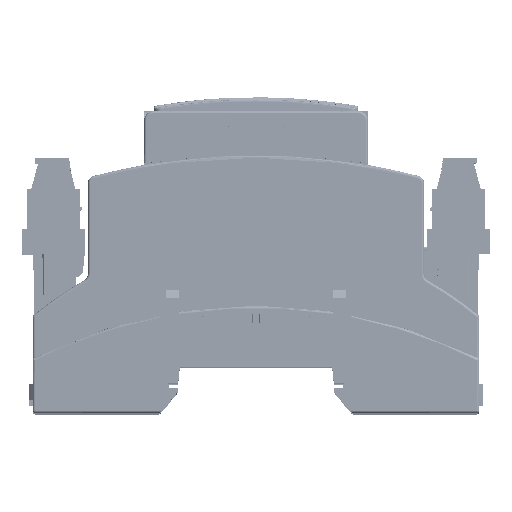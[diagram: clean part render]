
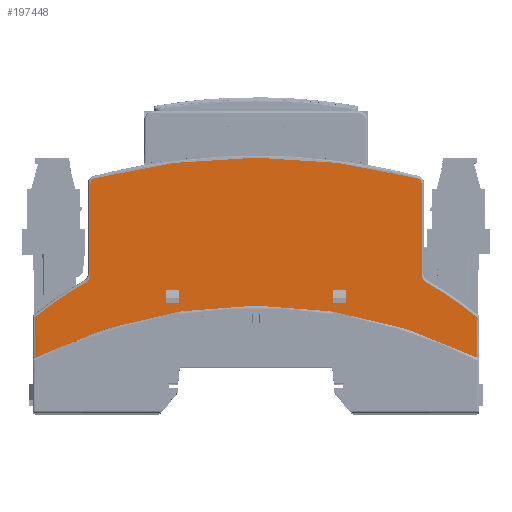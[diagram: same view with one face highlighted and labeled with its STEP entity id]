
A CAD part, top view. The second image highlights one B-rep face of the part: STEP entity #197448.
In plain terms, the highlighted planar face has unit normal (0, 0, 1).
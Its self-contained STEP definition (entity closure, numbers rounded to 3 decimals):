
#2667=FACE_BOUND('',#23095,.T.);
#2668=FACE_BOUND('',#23096,.T.);
#5201=CIRCLE('',#209458,129.2);
#5202=CIRCLE('',#209459,1.);
#5203=CIRCLE('',#209460,2.);
#5204=CIRCLE('',#209461,69.5);
#5205=CIRCLE('',#209462,99.5);
#5206=CIRCLE('',#209463,69.5);
#5207=CIRCLE('',#209464,2.);
#5208=CIRCLE('',#209465,1.);
#12614=FACE_OUTER_BOUND('',#23094,.T.);
#23094=EDGE_LOOP('',(#156647,#156648,#156649,#156650,#156651,#156652,#156653,
#156654,#156655,#156656,#156657,#156658));
#23095=EDGE_LOOP('',(#156659,#156660,#156661,#156662));
#23096=EDGE_LOOP('',(#156663,#156664,#156665,#156666));
#43109=LINE('',#300776,#67045);
#43116=LINE('',#300791,#67052);
#43121=LINE('',#300806,#67057);
#43122=LINE('',#300812,#67058);
#43123=LINE('',#300816,#67059);
#43124=LINE('',#300822,#67060);
#43125=LINE('',#300824,#67061);
#43126=LINE('',#300825,#67062);
#43127=LINE('',#300828,#67063);
#43128=LINE('',#300830,#67064);
#43129=LINE('',#300832,#67065);
#43130=LINE('',#300833,#67066);
#67045=VECTOR('',#247974,1.);
#67052=VECTOR('',#247985,1.);
#67057=VECTOR('',#248000,1.);
#67058=VECTOR('',#248005,1.);
#67059=VECTOR('',#248008,1.);
#67060=VECTOR('',#248013,1.);
#67061=VECTOR('',#248016,1.);
#67062=VECTOR('',#248017,1.);
#67063=VECTOR('',#248018,1.);
#67064=VECTOR('',#248019,1.);
#67065=VECTOR('',#248020,1.);
#67066=VECTOR('',#248021,1.);
#86556=VERTEX_POINT('',#300774);
#86557=VERTEX_POINT('',#300775);
#86562=VERTEX_POINT('',#300789);
#86563=VERTEX_POINT('',#300790);
#86565=VERTEX_POINT('',#300800);
#86566=VERTEX_POINT('',#300801);
#86567=VERTEX_POINT('',#300803);
#86568=VERTEX_POINT('',#300805);
#86569=VERTEX_POINT('',#300807);
#86570=VERTEX_POINT('',#300809);
#86571=VERTEX_POINT('',#300811);
#86572=VERTEX_POINT('',#300813);
#86573=VERTEX_POINT('',#300815);
#86574=VERTEX_POINT('',#300817);
#86575=VERTEX_POINT('',#300819);
#86576=VERTEX_POINT('',#300821);
#86577=VERTEX_POINT('',#300826);
#86578=VERTEX_POINT('',#300827);
#86579=VERTEX_POINT('',#300829);
#86580=VERTEX_POINT('',#300831);
#110849=EDGE_CURVE('',#86556,#86557,#43109,.T.);
#110856=EDGE_CURVE('',#86562,#86563,#43116,.T.);
#110862=EDGE_CURVE('',#86565,#86566,#5201,.T.);
#110863=EDGE_CURVE('',#86565,#86567,#5202,.T.);
#110864=EDGE_CURVE('',#86567,#86568,#43121,.T.);
#110865=EDGE_CURVE('',#86569,#86568,#5203,.T.);
#110866=EDGE_CURVE('',#86569,#86570,#5204,.T.);
#110867=EDGE_CURVE('',#86570,#86571,#43122,.T.);
#110868=EDGE_CURVE('',#86572,#86571,#5205,.T.);
#110869=EDGE_CURVE('',#86573,#86572,#43123,.T.);
#110870=EDGE_CURVE('',#86574,#86573,#5206,.T.);
#110871=EDGE_CURVE('',#86574,#86575,#5207,.T.);
#110872=EDGE_CURVE('',#86576,#86575,#43124,.T.);
#110873=EDGE_CURVE('',#86576,#86566,#5208,.T.);
#110874=EDGE_CURVE('',#86557,#86562,#43125,.T.);
#110875=EDGE_CURVE('',#86556,#86563,#43126,.T.);
#110876=EDGE_CURVE('',#86577,#86578,#43127,.T.);
#110877=EDGE_CURVE('',#86579,#86577,#43128,.T.);
#110878=EDGE_CURVE('',#86580,#86579,#43129,.T.);
#110879=EDGE_CURVE('',#86578,#86580,#43130,.T.);
#156647=ORIENTED_EDGE('',*,*,#110862,.F.);
#156648=ORIENTED_EDGE('',*,*,#110863,.T.);
#156649=ORIENTED_EDGE('',*,*,#110864,.T.);
#156650=ORIENTED_EDGE('',*,*,#110865,.F.);
#156651=ORIENTED_EDGE('',*,*,#110866,.T.);
#156652=ORIENTED_EDGE('',*,*,#110867,.T.);
#156653=ORIENTED_EDGE('',*,*,#110868,.F.);
#156654=ORIENTED_EDGE('',*,*,#110869,.F.);
#156655=ORIENTED_EDGE('',*,*,#110870,.F.);
#156656=ORIENTED_EDGE('',*,*,#110871,.T.);
#156657=ORIENTED_EDGE('',*,*,#110872,.F.);
#156658=ORIENTED_EDGE('',*,*,#110873,.T.);
#156659=ORIENTED_EDGE('',*,*,#110874,.T.);
#156660=ORIENTED_EDGE('',*,*,#110856,.T.);
#156661=ORIENTED_EDGE('',*,*,#110875,.F.);
#156662=ORIENTED_EDGE('',*,*,#110849,.T.);
#156663=ORIENTED_EDGE('',*,*,#110876,.F.);
#156664=ORIENTED_EDGE('',*,*,#110877,.F.);
#156665=ORIENTED_EDGE('',*,*,#110878,.F.);
#156666=ORIENTED_EDGE('',*,*,#110879,.F.);
#178360=PLANE('',#209457);
#197448=ADVANCED_FACE('',(#12614,#2667,#2668),#178360,.F.);
#209457=AXIS2_PLACEMENT_3D('',#300799,#247994,#247995);
#209458=AXIS2_PLACEMENT_3D('',#300802,#247996,#247997);
#209459=AXIS2_PLACEMENT_3D('',#300804,#247998,#247999);
#209460=AXIS2_PLACEMENT_3D('',#300808,#248001,#248002);
#209461=AXIS2_PLACEMENT_3D('',#300810,#248003,#248004);
#209462=AXIS2_PLACEMENT_3D('',#300814,#248006,#248007);
#209463=AXIS2_PLACEMENT_3D('',#300818,#248009,#248010);
#209464=AXIS2_PLACEMENT_3D('',#300820,#248011,#248012);
#209465=AXIS2_PLACEMENT_3D('',#300823,#248014,#248015);
#247974=DIRECTION('',(-1.,0.,0.));
#247985=DIRECTION('',(1.,0.,0.));
#247994=DIRECTION('center_axis',(0.,0.,
-1.));
#247995=DIRECTION('ref_axis',(-1.,0.,0.));
#247996=DIRECTION('center_axis',(0.,0.,
-1.));
#247997=DIRECTION('ref_axis',(1.,0.,0.));
#247998=DIRECTION('center_axis',(0.,0.,
1.));
#247999=DIRECTION('ref_axis',(-1.,0.,0.));
#248000=DIRECTION('',(0.,-1.,0.));
#248001=DIRECTION('center_axis',(0.,0.,
1.));
#248002=DIRECTION('ref_axis',(0.,1.,0.));
#248003=DIRECTION('center_axis',(0.,0.,
1.));
#248004=DIRECTION('ref_axis',(0.,1.,0.));
#248005=DIRECTION('',(0.,-1.,0.));
#248006=DIRECTION('center_axis',(0.,0.,
1.));
#248007=DIRECTION('ref_axis',(1.,0.,0.));
#248008=DIRECTION('',(0.,-1.,0.));
#248009=DIRECTION('center_axis',(0.,0.,
-1.));
#248010=DIRECTION('ref_axis',(0.,-1.,0.));
#248011=DIRECTION('center_axis',(0.,0.,
-1.));
#248012=DIRECTION('ref_axis',(0.,-1.,0.));
#248013=DIRECTION('',(0.,-1.,0.));
#248014=DIRECTION('center_axis',(0.,0.,
1.));
#248015=DIRECTION('ref_axis',(-1.,0.,0.));
#248016=DIRECTION('',(0.,1.,0.));
#248017=DIRECTION('',(0.,1.,0.));
#248018=DIRECTION('',(1.,0.,0.));
#248019=DIRECTION('',(0.,-1.,0.));
#248020=DIRECTION('',(-1.,0.,0.));
#248021=DIRECTION('',(0.,1.,0.));
#300774=CARTESIAN_POINT('',(18.1,16.2,161.8));
#300775=CARTESIAN_POINT('',(15.5,16.2,161.8));
#300776=CARTESIAN_POINT('',(-5.65,16.2,161.8));
#300789=CARTESIAN_POINT('',(15.5,18.8,161.8));
#300790=CARTESIAN_POINT('',(18.1,18.8,161.8));
#300791=CARTESIAN_POINT('',(-5.65,18.8,161.8));
#300799=CARTESIAN_POINT('Origin',(18.346,37.989,161.8));
#300800=CARTESIAN_POINT('',(-32.502,41.145,161.8));
#300801=CARTESIAN_POINT('',(32.502,41.145,161.8));
#300802=CARTESIAN_POINT('Origin',(0.,-83.9,
161.8));
#300803=CARTESIAN_POINT('',(-33.25,40.177,161.8));
#300804=CARTESIAN_POINT('Origin',(-32.25,40.177,161.8));
#300805=CARTESIAN_POINT('',(-33.25,21.957,161.8));
#300806=CARTESIAN_POINT('',(-33.25,-2.3,161.8));
#300807=CARTESIAN_POINT('',(-34.264,20.217,161.8));
#300808=CARTESIAN_POINT('Origin',(-35.25,21.957,161.8));
#300809=CARTESIAN_POINT('',(-44.35,13.26,161.8));
#300810=CARTESIAN_POINT('Origin',(0.,-40.25,
161.8));
#300811=CARTESIAN_POINT('',(-44.35,5.169,161.8));
#300812=CARTESIAN_POINT('',(-44.35,-2.3,161.8));
#300813=CARTESIAN_POINT('',(44.35,5.169,161.8));
#300814=CARTESIAN_POINT('Origin',(0.,-83.9,
161.8));
#300815=CARTESIAN_POINT('',(44.35,13.26,161.8));
#300816=CARTESIAN_POINT('',(44.35,-2.3,161.8));
#300817=CARTESIAN_POINT('',(34.264,20.217,161.8));
#300818=CARTESIAN_POINT('Origin',(0.,-40.25,
161.8));
#300819=CARTESIAN_POINT('',(33.25,21.957,161.8));
#300820=CARTESIAN_POINT('Origin',(35.25,21.957,161.8));
#300821=CARTESIAN_POINT('',(33.25,40.177,161.8));
#300822=CARTESIAN_POINT('',(33.25,-2.3,161.8));
#300823=CARTESIAN_POINT('Origin',(32.25,40.177,161.8));
#300824=CARTESIAN_POINT('',(15.5,-2.3,161.8));
#300825=CARTESIAN_POINT('',(18.1,-2.3,161.8));
#300826=CARTESIAN_POINT('',(-18.1,16.2,161.8));
#300827=CARTESIAN_POINT('',(-15.5,16.2,161.8));
#300828=CARTESIAN_POINT('',(-5.65,16.2,161.8));
#300829=CARTESIAN_POINT('',(-18.1,18.8,161.8));
#300830=CARTESIAN_POINT('',(-18.1,-2.3,161.8));
#300831=CARTESIAN_POINT('',(-15.5,18.8,161.8));
#300832=CARTESIAN_POINT('',(-5.65,18.8,161.8));
#300833=CARTESIAN_POINT('',(-15.5,-2.3,161.8));
